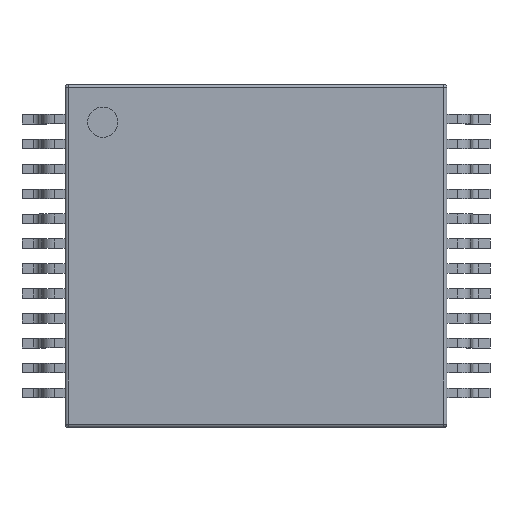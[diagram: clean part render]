
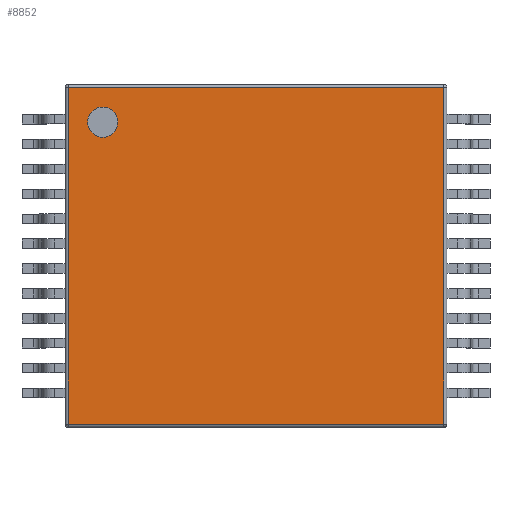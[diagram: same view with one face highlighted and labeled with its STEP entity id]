
A CAD part, top view. The second image highlights one B-rep face of the part: STEP entity #8852.
In plain terms, the highlighted planar face has unit normal (0, 0, 1).
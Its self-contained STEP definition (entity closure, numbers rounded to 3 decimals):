
#70=FACE_BOUND('',#1678,.T.);
#293=PLANE('',#9518);
#1171=FACE_OUTER_BOUND('',#1677,.T.);
#1677=EDGE_LOOP('',(#7876,#7877,#7878,#7879));
#1678=EDGE_LOOP('',(#7880));
#2614=LINE('',#14018,#3609);
#2615=LINE('',#14020,#3610);
#2616=LINE('',#14022,#3611);
#2617=LINE('',#14023,#3612);
#3609=VECTOR('',#11500,1000.);
#3610=VECTOR('',#11501,1000.);
#3611=VECTOR('',#11502,1000.);
#3612=VECTOR('',#11503,1000.);
#3808=CIRCLE('',#9007,0.6);
#4014=VERTEX_POINT('',#12010);
#4711=VERTEX_POINT('',#14016);
#4712=VERTEX_POINT('',#14017);
#4713=VERTEX_POINT('',#14019);
#4714=VERTEX_POINT('',#14021);
#4813=EDGE_CURVE('',#4014,#4014,#3808,.T.);
#5802=EDGE_CURVE('',#4711,#4712,#2614,.T.);
#5803=EDGE_CURVE('',#4712,#4713,#2615,.T.);
#5804=EDGE_CURVE('',#4713,#4714,#2616,.T.);
#5805=EDGE_CURVE('',#4714,#4711,#2617,.T.);
#7876=ORIENTED_EDGE('',*,*,#5802,.T.);
#7877=ORIENTED_EDGE('',*,*,#5803,.T.);
#7878=ORIENTED_EDGE('',*,*,#5804,.T.);
#7879=ORIENTED_EDGE('',*,*,#5805,.T.);
#7880=ORIENTED_EDGE('',*,*,#4813,.F.);
#8852=ADVANCED_FACE('',(#1171,#70),#293,.F.);
#9007=AXIS2_PLACEMENT_3D('',#12012,#9680,#9681);
#9518=AXIS2_PLACEMENT_3D('',#14015,#11498,#11499);
#9680=DIRECTION('center_axis',(0.,0.,1.));
#9681=DIRECTION('ref_axis',(0.,-1.,0.));
#11498=DIRECTION('center_axis',(0.,0.,-1.));
#11499=DIRECTION('ref_axis',(0.,1.,0.));
#11500=DIRECTION('',(0.,-1.,0.));
#11501=DIRECTION('',(1.,0.,0.));
#11502=DIRECTION('',(0.,1.,0.));
#11503=DIRECTION('',(-1.,0.,0.));
#12010=CARTESIAN_POINT('',(-6.095,5.92,5.835));
#12012=CARTESIAN_POINT('Origin',(-6.095,5.32,5.835));
#14015=CARTESIAN_POINT('Origin',(0.,0.,
5.835));
#14016=CARTESIAN_POINT('',(-7.465,6.69,5.835));
#14017=CARTESIAN_POINT('',(-7.465,-6.69,5.835));
#14018=CARTESIAN_POINT('',(-7.465,0.,5.835));
#14019=CARTESIAN_POINT('',(7.465,-6.69,5.835));
#14020=CARTESIAN_POINT('',(0.,-6.69,5.835));
#14021=CARTESIAN_POINT('',(7.465,6.69,5.835));
#14022=CARTESIAN_POINT('',(7.465,0.,5.835));
#14023=CARTESIAN_POINT('',(0.,6.69,5.835));
